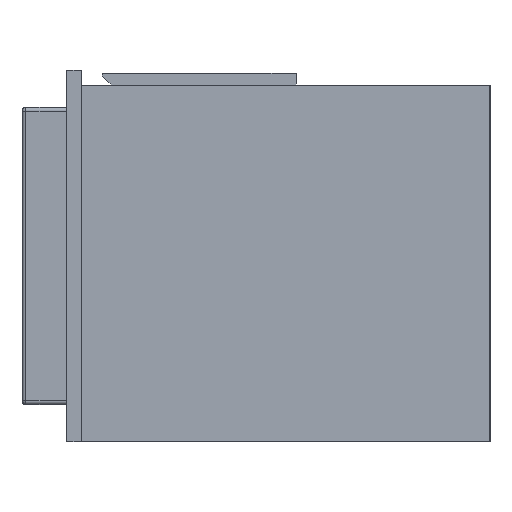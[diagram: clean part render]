
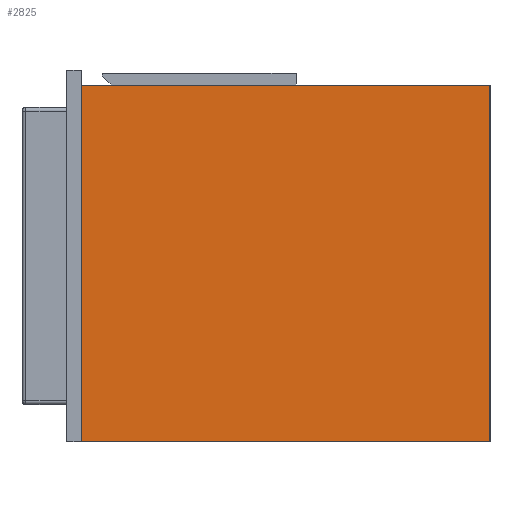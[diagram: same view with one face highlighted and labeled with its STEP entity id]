
A CAD part, left-side view. The second image highlights one B-rep face of the part: STEP entity #2825.
In plain terms, the highlighted planar face has unit normal (-1, 0, 0).
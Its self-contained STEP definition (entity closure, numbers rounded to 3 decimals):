
#89 = CARTESIAN_POINT ( 'NONE',  ( -594., 275., 480. ) ) ;
#169 = FACE_OUTER_BOUND ( 'NONE', #2150, .T. ) ;
#222 = LINE ( 'NONE', #5109, #4277 ) ;
#234 = AXIS2_PLACEMENT_3D ( 'NONE', #89, #4093, #1854 ) ;
#238 = DIRECTION ( 'NONE',  ( 0., 0., -1. ) ) ;
#331 = VECTOR ( 'NONE', #2563, 1000. ) ;
#408 = LINE ( 'NONE', #3299, #5429 ) ;
#514 = PLANE ( 'NONE',  #234 ) ;
#567 = LINE ( 'NONE', #3440, #4963 ) ;
#893 = ORIENTED_EDGE ( 'NONE', *, *, #5555, .F. ) ;
#967 = VERTEX_POINT ( 'NONE', #3134 ) ;
#1199 = EDGE_CURVE ( 'NONE', #1536, #3795, #567, .T. ) ;
#1522 = CARTESIAN_POINT ( 'NONE',  ( -594., -275., 480. ) ) ;
#1536 = VERTEX_POINT ( 'NONE', #1522 ) ;
#1584 = CARTESIAN_POINT ( 'NONE',  ( -594., 275., 0. ) ) ;
#1854 = DIRECTION ( 'NONE',  ( 0., 0., 1. ) ) ;
#2009 = CARTESIAN_POINT ( 'NONE',  ( -594., 275., 0. ) ) ;
#2150 = EDGE_LOOP ( 'NONE', ( #893, #4040, #2597, #4690 ) ) ;
#2179 = EDGE_CURVE ( 'NONE', #1536, #967, #408, .T. ) ;
#2563 = DIRECTION ( 'NONE',  ( 0., 1., 0. ) ) ;
#2597 = ORIENTED_EDGE ( 'NONE', *, *, #2179, .T. ) ;
#2825 = ADVANCED_FACE ( 'NONE', ( #169 ), #514, .T. ) ;
#3134 = CARTESIAN_POINT ( 'NONE',  ( -594., 275., 480. ) ) ;
#3299 = CARTESIAN_POINT ( 'NONE',  ( -594., 275., 480. ) ) ;
#3440 = CARTESIAN_POINT ( 'NONE',  ( -594., -275., 480. ) ) ;
#3599 = CARTESIAN_POINT ( 'NONE',  ( -594., -275., 0. ) ) ;
#3795 = VERTEX_POINT ( 'NONE', #3599 ) ;
#4040 = ORIENTED_EDGE ( 'NONE', *, *, #1199, .F. ) ;
#4093 = DIRECTION ( 'NONE',  ( -1., 0., 0. ) ) ;
#4277 = VECTOR ( 'NONE', #238, 1000. ) ;
#4690 = ORIENTED_EDGE ( 'NONE', *, *, #4929, .T. ) ;
#4713 = DIRECTION ( 'NONE',  ( 0., 0., -1. ) ) ;
#4929 = EDGE_CURVE ( 'NONE', #967, #5512, #222, .T. ) ;
#4963 = VECTOR ( 'NONE', #4713, 1000. ) ;
#5008 = DIRECTION ( 'NONE',  ( 0., 1., 0. ) ) ;
#5109 = CARTESIAN_POINT ( 'NONE',  ( -594., 275., 480. ) ) ;
#5429 = VECTOR ( 'NONE', #5008, 1000. ) ;
#5512 = VERTEX_POINT ( 'NONE', #2009 ) ;
#5555 = EDGE_CURVE ( 'NONE', #3795, #5512, #5630, .T. ) ;
#5630 = LINE ( 'NONE', #1584, #331 ) ;
